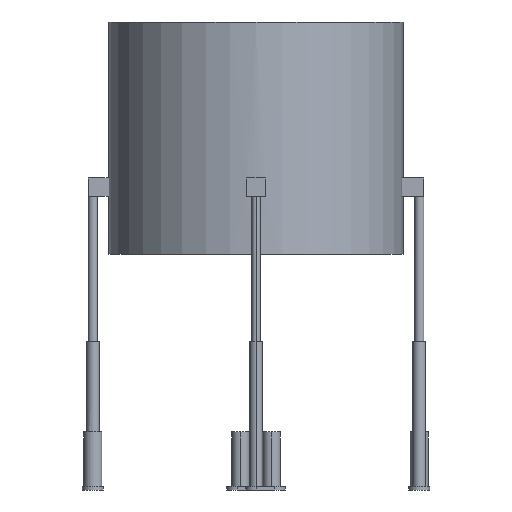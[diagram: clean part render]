
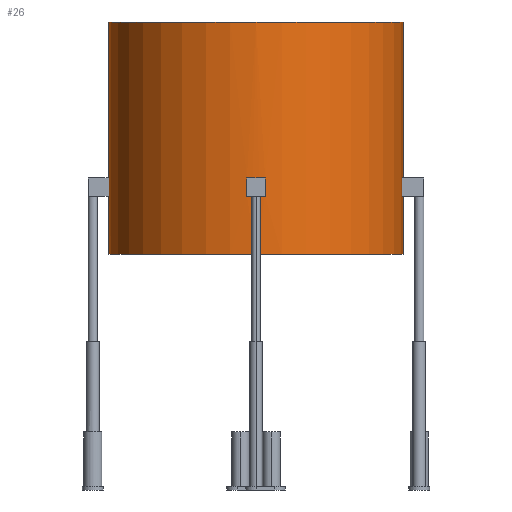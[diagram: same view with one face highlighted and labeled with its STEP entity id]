
A CAD part, front view. The second image highlights one B-rep face of the part: STEP entity #26.
In plain terms, the highlighted cylindrical face has radius 405.5 mm (diameter 811 mm), a partial arc.
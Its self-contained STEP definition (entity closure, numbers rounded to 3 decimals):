
#26 = ADVANCED_FACE ( 'NONE', ( #2433, #1698 ), #3190, .T. ) ;
#88 = CARTESIAN_POINT ( 'NONE',  ( 0., 0., -160. ) ) ;
#138 = CIRCLE ( 'NONE', #1690, 405.5 ) ;
#148 = VERTEX_POINT ( 'NONE', #3326 ) ;
#245 = CARTESIAN_POINT ( 'NONE',  ( 0., 0., 320. ) ) ;
#258 = CARTESIAN_POINT ( 'NONE',  ( -405.5, 0., 320. ) ) ;
#260 = DIRECTION ( 'NONE',  ( -1., 0., 0. ) ) ;
#322 = AXIS2_PLACEMENT_3D ( 'NONE', #2970, #1296, #260 ) ;
#355 = LINE ( 'NONE', #258, #2606 ) ;
#364 = ORIENTED_EDGE ( 'NONE', *, *, #859, .T. ) ;
#366 = DIRECTION ( 'NONE',  ( 1., 0., 0. ) ) ;
#450 = CARTESIAN_POINT ( 'NONE',  ( -405.5, 0., -110. ) ) ;
#457 = LINE ( 'NONE', #2120, #1282 ) ;
#472 = CIRCLE ( 'NONE', #1709, 405.5 ) ;
#473 = VECTOR ( 'NONE', #1447, 1000. ) ;
#484 = DIRECTION ( 'NONE',  ( 0., 0., 1. ) ) ;
#487 = VERTEX_POINT ( 'NONE', #3484 ) ;
#498 = CARTESIAN_POINT ( 'NONE',  ( -25., -404.729, -110. ) ) ;
#508 = VERTEX_POINT ( 'NONE', #668 ) ;
#539 = DIRECTION ( 'NONE',  ( 0., 0., 1. ) ) ;
#615 = CARTESIAN_POINT ( 'NONE',  ( 405.5, 0., -320. ) ) ;
#668 = CARTESIAN_POINT ( 'NONE',  ( -405.5, 0., -160. ) ) ;
#755 = CARTESIAN_POINT ( 'NONE',  ( 0., 0., -110. ) ) ;
#777 = DIRECTION ( 'NONE',  ( 1., 0., 0. ) ) ;
#799 = AXIS2_PLACEMENT_3D ( 'NONE', #2380, #3505, #3701 ) ;
#842 = CARTESIAN_POINT ( 'NONE',  ( -404.729, -25., -160. ) ) ;
#859 = EDGE_CURVE ( 'NONE', #508, #148, #355, .T. ) ;
#932 = ORIENTED_EDGE ( 'NONE', *, *, #3294, .F. ) ;
#945 = EDGE_LOOP ( 'NONE', ( #1864, #2308, #2053, #1521, #2922, #932, #364, #1675 ) ) ;
#996 = DIRECTION ( 'NONE',  ( 0., 0., -1. ) ) ;
#1007 = CIRCLE ( 'NONE', #1035, 405.5 ) ;
#1027 = DIRECTION ( 'NONE',  ( 1., 0., 0. ) ) ;
#1033 = CARTESIAN_POINT ( 'NONE',  ( 25., -404.729, -110. ) ) ;
#1035 = AXIS2_PLACEMENT_3D ( 'NONE', #245, #2690, #777 ) ;
#1042 = DIRECTION ( 'NONE',  ( 0., 0., -1. ) ) ;
#1212 = EDGE_CURVE ( 'NONE', #1459, #1937, #1007, .T. ) ;
#1276 = CARTESIAN_POINT ( 'NONE',  ( 0., 0., -320. ) ) ;
#1282 = VECTOR ( 'NONE', #3865, 1000. ) ;
#1296 = DIRECTION ( 'NONE',  ( 0., 0., -1. ) ) ;
#1447 = DIRECTION ( 'NONE',  ( 0., 0., 1. ) ) ;
#1459 = VERTEX_POINT ( 'NONE', #2187 ) ;
#1470 = LINE ( 'NONE', #1752, #2910 ) ;
#1492 = CIRCLE ( 'NONE', #322, 405.5 ) ;
#1500 = DIRECTION ( 'NONE',  ( 0., 0., 1. ) ) ;
#1506 = LINE ( 'NONE', #3592, #1611 ) ;
#1521 = ORIENTED_EDGE ( 'NONE', *, *, #2437, .F. ) ;
#1611 = VECTOR ( 'NONE', #1500, 1000. ) ;
#1631 = LINE ( 'NONE', #2750, #473 ) ;
#1638 = CIRCLE ( 'NONE', #3890, 405.5 ) ;
#1670 = ORIENTED_EDGE ( 'NONE', *, *, #4102, .F. ) ;
#1675 = ORIENTED_EDGE ( 'NONE', *, *, #3177, .T. ) ;
#1690 = AXIS2_PLACEMENT_3D ( 'NONE', #1276, #539, #3248 ) ;
#1695 = VERTEX_POINT ( 'NONE', #842 ) ;
#1698 = FACE_BOUND ( 'NONE', #3696, .T. ) ;
#1709 = AXIS2_PLACEMENT_3D ( 'NONE', #755, #1042, #3101 ) ;
#1752 = CARTESIAN_POINT ( 'NONE',  ( -405.5, 0., 320. ) ) ;
#1792 = ORIENTED_EDGE ( 'NONE', *, *, #2075, .T. ) ;
#1864 = ORIENTED_EDGE ( 'NONE', *, *, #2843, .F. ) ;
#1937 = VERTEX_POINT ( 'NONE', #3628 ) ;
#2053 = ORIENTED_EDGE ( 'NONE', *, *, #3524, .T. ) ;
#2075 = EDGE_CURVE ( 'NONE', #2682, #2110, #1631, .T. ) ;
#2110 = VERTEX_POINT ( 'NONE', #498 ) ;
#2120 = CARTESIAN_POINT ( 'NONE',  ( 405.5, 0., 320. ) ) ;
#2167 = ORIENTED_EDGE ( 'NONE', *, *, #2988, .F. ) ;
#2187 = CARTESIAN_POINT ( 'NONE',  ( -405.5, 0., 320. ) ) ;
#2195 = CARTESIAN_POINT ( 'NONE',  ( 25., -404.729, -160. ) ) ;
#2308 = ORIENTED_EDGE ( 'NONE', *, *, #1212, .F. ) ;
#2358 = CARTESIAN_POINT ( 'NONE',  ( 25., -404.729, 320. ) ) ;
#2380 = CARTESIAN_POINT ( 'NONE',  ( 0., 0., 320. ) ) ;
#2411 = VECTOR ( 'NONE', #2502, 1000. ) ;
#2433 = FACE_OUTER_BOUND ( 'NONE', #945, .T. ) ;
#2437 = EDGE_CURVE ( 'NONE', #487, #3406, #472, .T. ) ;
#2502 = DIRECTION ( 'NONE',  ( 0., 0., 1. ) ) ;
#2514 = VERTEX_POINT ( 'NONE', #2195 ) ;
#2572 = ORIENTED_EDGE ( 'NONE', *, *, #2780, .F. ) ;
#2606 = VECTOR ( 'NONE', #996, 1000. ) ;
#2679 = DIRECTION ( 'NONE',  ( 0., 0., -1. ) ) ;
#2682 = VERTEX_POINT ( 'NONE', #3711 ) ;
#2690 = DIRECTION ( 'NONE',  ( 0., 0., 1. ) ) ;
#2750 = CARTESIAN_POINT ( 'NONE',  ( -25., -404.729, 320. ) ) ;
#2780 = EDGE_CURVE ( 'NONE', #2514, #3496, #3769, .T. ) ;
#2843 = EDGE_CURVE ( 'NONE', #1937, #3374, #457, .T. ) ;
#2910 = VECTOR ( 'NONE', #2679, 1000. ) ;
#2922 = ORIENTED_EDGE ( 'NONE', *, *, #3732, .F. ) ;
#2970 = CARTESIAN_POINT ( 'NONE',  ( 0., 0., -110. ) ) ;
#2984 = DIRECTION ( 'NONE',  ( 0., 0., 1. ) ) ;
#2988 = EDGE_CURVE ( 'NONE', #2682, #2514, #1638, .T. ) ;
#3012 = CARTESIAN_POINT ( 'NONE',  ( 0., 0., -160. ) ) ;
#3030 = CIRCLE ( 'NONE', #3411, 405.5 ) ;
#3101 = DIRECTION ( 'NONE',  ( -1., 0., 0. ) ) ;
#3177 = EDGE_CURVE ( 'NONE', #148, #3374, #138, .T. ) ;
#3190 = CYLINDRICAL_SURFACE ( 'NONE', #799, 405.5 ) ;
#3248 = DIRECTION ( 'NONE',  ( 1., 0., 0. ) ) ;
#3294 = EDGE_CURVE ( 'NONE', #508, #1695, #3030, .T. ) ;
#3326 = CARTESIAN_POINT ( 'NONE',  ( -405.5, 0., -320. ) ) ;
#3374 = VERTEX_POINT ( 'NONE', #615 ) ;
#3406 = VERTEX_POINT ( 'NONE', #450 ) ;
#3411 = AXIS2_PLACEMENT_3D ( 'NONE', #88, #2984, #1027 ) ;
#3484 = CARTESIAN_POINT ( 'NONE',  ( -404.729, -25., -110. ) ) ;
#3496 = VERTEX_POINT ( 'NONE', #1033 ) ;
#3505 = DIRECTION ( 'NONE',  ( 0., 0., -1. ) ) ;
#3524 = EDGE_CURVE ( 'NONE', #1459, #3406, #1470, .T. ) ;
#3592 = CARTESIAN_POINT ( 'NONE',  ( -404.729, -25., 320. ) ) ;
#3628 = CARTESIAN_POINT ( 'NONE',  ( 405.5, 0., 320. ) ) ;
#3696 = EDGE_LOOP ( 'NONE', ( #2572, #2167, #1792, #1670 ) ) ;
#3701 = DIRECTION ( 'NONE',  ( -1., 0., 0. ) ) ;
#3711 = CARTESIAN_POINT ( 'NONE',  ( -25., -404.729, -160. ) ) ;
#3732 = EDGE_CURVE ( 'NONE', #1695, #487, #1506, .T. ) ;
#3769 = LINE ( 'NONE', #2358, #2411 ) ;
#3865 = DIRECTION ( 'NONE',  ( 0., 0., -1. ) ) ;
#3890 = AXIS2_PLACEMENT_3D ( 'NONE', #3012, #484, #366 ) ;
#4102 = EDGE_CURVE ( 'NONE', #3496, #2110, #1492, .T. ) ;
